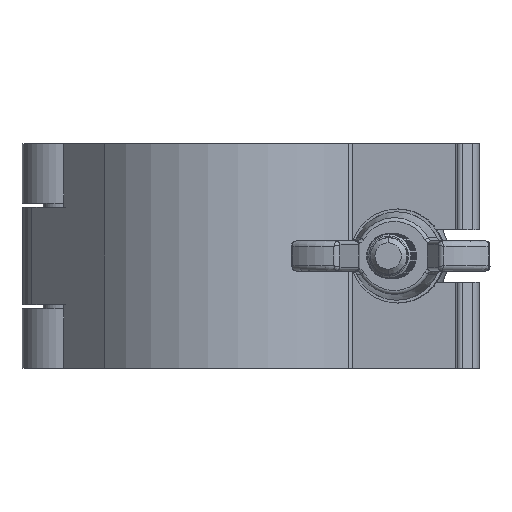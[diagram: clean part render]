
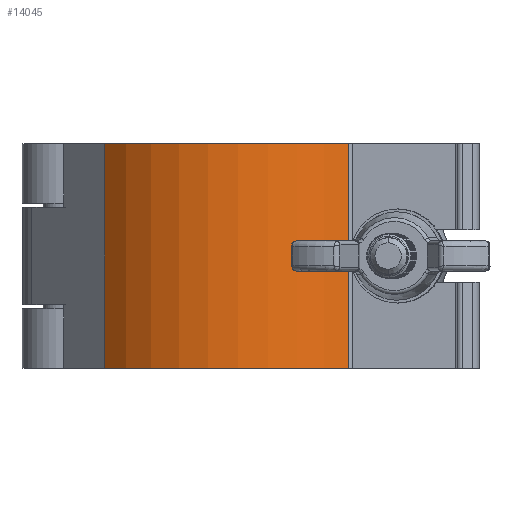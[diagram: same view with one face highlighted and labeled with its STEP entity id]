
A CAD part, front view. The second image highlights one B-rep face of the part: STEP entity #14045.
In plain terms, the highlighted cylindrical face has radius 23 mm (diameter 46 mm), a partial arc.
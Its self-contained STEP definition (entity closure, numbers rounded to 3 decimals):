
#1793 = DIRECTION ( 'NONE',  ( 1., 0., 0. ) ) ;
#1945 = CARTESIAN_POINT ( 'NONE',  ( 22.921, -1.905, -14.95 ) ) ;
#2216 = CARTESIAN_POINT ( 'NONE',  ( 6.718, 14.418, 14.95 ) ) ;
#2314 = LINE ( 'NONE', #16475, #10470 ) ;
#2366 = AXIS2_PLACEMENT_3D ( 'NONE', #2750, #20539, #6157 ) ;
#2657 = LINE ( 'NONE', #12347, #13860 ) ;
#2750 = CARTESIAN_POINT ( 'NONE',  ( 22.921, -1.905, 14.95 ) ) ;
#3336 = CIRCLE ( 'NONE', #3339, 23. ) ;
#3339 = AXIS2_PLACEMENT_3D ( 'NONE', #1945, #15055, #1793 ) ;
#3677 = DIRECTION ( 'NONE',  ( 1., 0., 0. ) ) ;
#5450 = AXIS2_PLACEMENT_3D ( 'NONE', #6965, #16502, #3677 ) ;
#5719 = ORIENTED_EDGE ( 'NONE', *, *, #6185, .F. ) ;
#6157 = DIRECTION ( 'NONE',  ( -1., 0., 0. ) ) ;
#6185 = EDGE_CURVE ( 'NONE', #19422, #16606, #2657, .T. ) ;
#6965 = CARTESIAN_POINT ( 'NONE',  ( 22.921, -1.905, 14.95 ) ) ;
#8019 = ORIENTED_EDGE ( 'NONE', *, *, #15370, .F. ) ;
#8407 = EDGE_LOOP ( 'NONE', ( #12585, #5719, #8019, #15989 ) ) ;
#8949 = CYLINDRICAL_SURFACE ( 'NONE', #2366, 23. ) ;
#9054 = EDGE_CURVE ( 'NONE', #20358, #16606, #3336, .T. ) ;
#9106 = EDGE_CURVE ( 'NONE', #13899, #20358, #2314, .T. ) ;
#10470 = VECTOR ( 'NONE', #18107, 1000. ) ;
#10580 = CARTESIAN_POINT ( 'NONE',  ( 39.264, 14.278, 14.95 ) ) ;
#12347 = CARTESIAN_POINT ( 'NONE',  ( 6.718, 14.418, 14.95 ) ) ;
#12488 = CARTESIAN_POINT ( 'NONE',  ( 6.718, 14.418, -14.95 ) ) ;
#12585 = ORIENTED_EDGE ( 'NONE', *, *, #9054, .T. ) ;
#13860 = VECTOR ( 'NONE', #18975, 1000. ) ;
#13899 = VERTEX_POINT ( 'NONE', #10580 ) ;
#14045 = ADVANCED_FACE ( 'NONE', ( #15582 ), #8949, .T. ) ;
#14918 = CARTESIAN_POINT ( 'NONE',  ( 39.264, 14.278, -14.95 ) ) ;
#15055 = DIRECTION ( 'NONE',  ( 0., 0., 1. ) ) ;
#15370 = EDGE_CURVE ( 'NONE', #13899, #19422, #17343, .T. ) ;
#15582 = FACE_OUTER_BOUND ( 'NONE', #8407, .T. ) ;
#15989 = ORIENTED_EDGE ( 'NONE', *, *, #9106, .T. ) ;
#16475 = CARTESIAN_POINT ( 'NONE',  ( 39.264, 14.278, 14.95 ) ) ;
#16502 = DIRECTION ( 'NONE',  ( 0., 0., 1. ) ) ;
#16606 = VERTEX_POINT ( 'NONE', #12488 ) ;
#17343 = CIRCLE ( 'NONE', #5450, 23. ) ;
#18107 = DIRECTION ( 'NONE',  ( 0., 0., -1. ) ) ;
#18975 = DIRECTION ( 'NONE',  ( 0., 0., -1. ) ) ;
#19422 = VERTEX_POINT ( 'NONE', #2216 ) ;
#20358 = VERTEX_POINT ( 'NONE', #14918 ) ;
#20539 = DIRECTION ( 'NONE',  ( 0., 0., -1. ) ) ;
